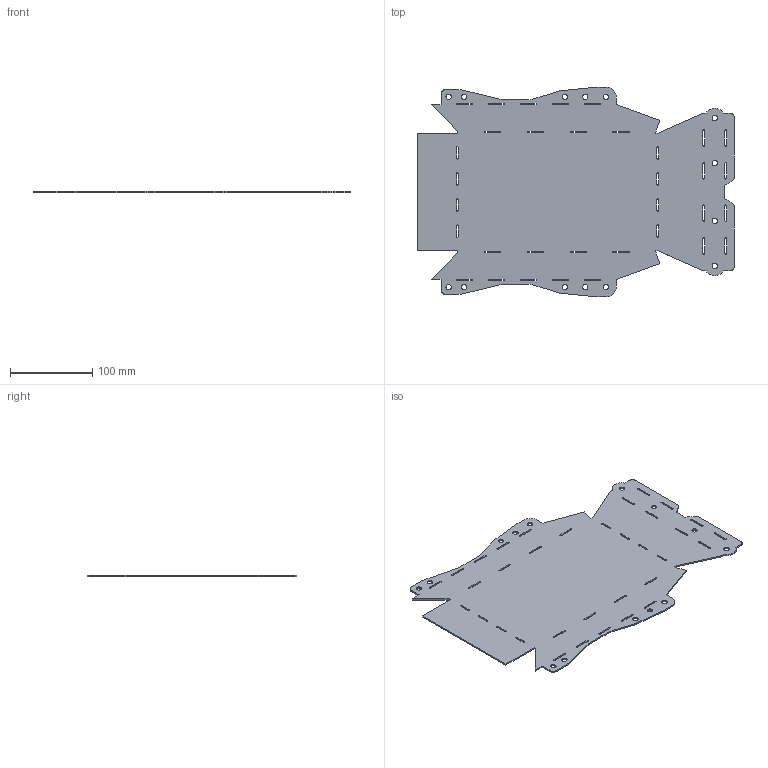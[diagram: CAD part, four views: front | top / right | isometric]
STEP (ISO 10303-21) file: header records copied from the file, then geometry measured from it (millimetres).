
FILE_DESCRIPTION (( 'STEP AP214' ), '1' );
FILE_NAME ('23 - pan (flat).STEP', '2016-11-26T22:35:43', ( '' ), ( '' ), 'SwSTEP 2.0', 'SolidWorks 2014', '' );
FILE_SCHEMA (( 'AUTOMOTIVE_DESIGN' ));
Length unit declared in the file: millimetre
Products named in the file (1): 23 - pan (flat)
Bounding box: 385.5 x 255.47 x 1.65 mm (x, y, z)
Volume: 131506.3 mm3; surface area: 164356.6 mm2
Topology: 1 solids, 1 shells, 302 faces, 900 edges, 600 vertices
Faces by surface type: cylinder 186, plane 116
Entity records: 10522 total; most frequent: DIRECTION 1878, CARTESIAN_POINT 1803, ORIENTED_EDGE 1800, EDGE_CURVE 900, AXIS2_PLACEMENT_3D 675, VERTEX_POINT 600, VECTOR 528, LINE 528
